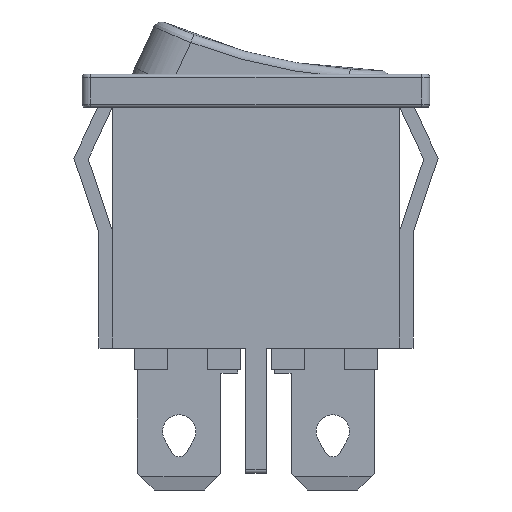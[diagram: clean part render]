
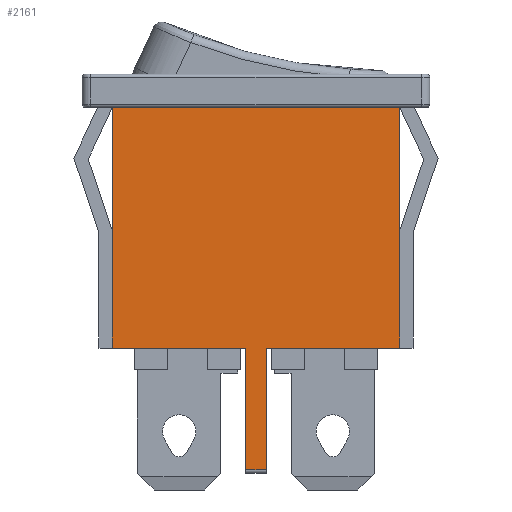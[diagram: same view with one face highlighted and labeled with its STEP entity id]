
A CAD part, left-side view. The second image highlights one B-rep face of the part: STEP entity #2161.
In plain terms, the highlighted planar face has unit normal (-1, 0, 0).
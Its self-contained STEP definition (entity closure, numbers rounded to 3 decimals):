
#157=FACE_OUTER_BOUND('',#282,.T.);
#282=EDGE_LOOP('',(#1499,#1500,#1501,#1502,#1503,#1504,#1505,#1506));
#432=LINE('',#3198,#682);
#433=LINE('',#3201,#683);
#434=LINE('',#3203,#684);
#435=LINE('',#3205,#685);
#436=LINE('',#3207,#686);
#437=LINE('',#3209,#687);
#438=LINE('',#3211,#688);
#439=LINE('',#3212,#689);
#682=VECTOR('',#2565,10.);
#683=VECTOR('',#2568,10.);
#684=VECTOR('',#2569,10.);
#685=VECTOR('',#2570,10.);
#686=VECTOR('',#2571,10.);
#687=VECTOR('',#2572,10.);
#688=VECTOR('',#2573,10.);
#689=VECTOR('',#2574,10.);
#930=VERTEX_POINT('',#3191);
#933=VERTEX_POINT('',#3196);
#934=VERTEX_POINT('',#3200);
#935=VERTEX_POINT('',#3202);
#936=VERTEX_POINT('',#3204);
#937=VERTEX_POINT('',#3206);
#938=VERTEX_POINT('',#3208);
#939=VERTEX_POINT('',#3210);
#1151=EDGE_CURVE('',#933,#930,#432,.T.);
#1152=EDGE_CURVE('',#934,#933,#433,.T.);
#1153=EDGE_CURVE('',#935,#934,#434,.T.);
#1154=EDGE_CURVE('',#936,#935,#435,.T.);
#1155=EDGE_CURVE('',#937,#936,#436,.T.);
#1156=EDGE_CURVE('',#937,#938,#437,.T.);
#1157=EDGE_CURVE('',#939,#938,#438,.T.);
#1158=EDGE_CURVE('',#939,#930,#439,.T.);
#1499=ORIENTED_EDGE('',*,*,#1151,.F.);
#1500=ORIENTED_EDGE('',*,*,#1152,.F.);
#1501=ORIENTED_EDGE('',*,*,#1153,.F.);
#1502=ORIENTED_EDGE('',*,*,#1154,.F.);
#1503=ORIENTED_EDGE('',*,*,#1155,.F.);
#1504=ORIENTED_EDGE('',*,*,#1156,.T.);
#1505=ORIENTED_EDGE('',*,*,#1157,.F.);
#1506=ORIENTED_EDGE('',*,*,#1158,.T.);
#2071=PLANE('',#2305);
#2161=ADVANCED_FACE('',(#157),#2071,.T.);
#2305=AXIS2_PLACEMENT_3D('',#3199,#2566,#2567);
#2565=DIRECTION('',(0.,1.,0.));
#2566=DIRECTION('center_axis',(-1.,0.,0.));
#2567=DIRECTION('ref_axis',(0.,1.,0.));
#2568=DIRECTION('',(0.,0.,-1.));
#2569=DIRECTION('',(0.,1.,0.));
#2570=DIRECTION('',(0.,0.,-1.));
#2571=DIRECTION('',(0.,-1.,0.));
#2572=DIRECTION('',(0.,0.,-1.));
#2573=DIRECTION('',(0.,1.,0.));
#2574=DIRECTION('',(0.,0.,-1.));
#3191=CARTESIAN_POINT('',(-3.25,0.6,-21.7));
#3196=CARTESIAN_POINT('',(-3.25,-0.6,-21.7));
#3198=CARTESIAN_POINT('',(-3.25,-4.3,-21.7));
#3199=CARTESIAN_POINT('Origin',(-3.25,-8.6,0.));
#3200=CARTESIAN_POINT('',(-3.25,-0.6,-14.4));
#3201=CARTESIAN_POINT('',(-3.25,-0.6,-14.4));
#3202=CARTESIAN_POINT('',(-3.25,-8.6,-14.4));
#3203=CARTESIAN_POINT('',(-3.25,8.6,-14.4));
#3204=CARTESIAN_POINT('',(-3.25,-8.6,0.));
#3205=CARTESIAN_POINT('',(-3.25,-8.6,0.));
#3206=CARTESIAN_POINT('',(-3.25,8.6,0.));
#3207=CARTESIAN_POINT('',(-3.25,-4.3,0.));
#3208=CARTESIAN_POINT('',(-3.25,8.6,-14.4));
#3209=CARTESIAN_POINT('',(-3.25,8.6,0.));
#3210=CARTESIAN_POINT('',(-3.25,0.6,-14.4));
#3211=CARTESIAN_POINT('',(-3.25,8.6,-14.4));
#3212=CARTESIAN_POINT('',(-3.25,0.6,-14.4));
